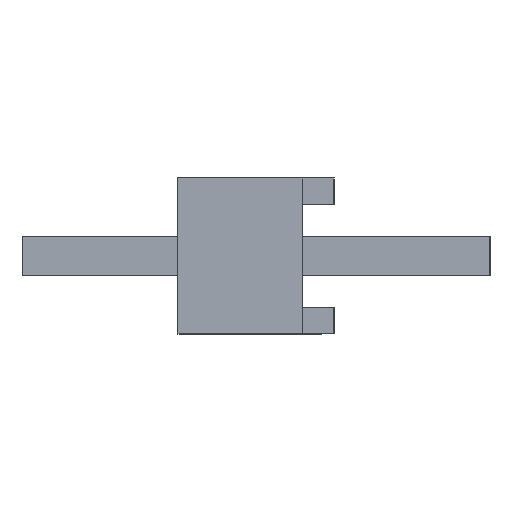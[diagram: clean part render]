
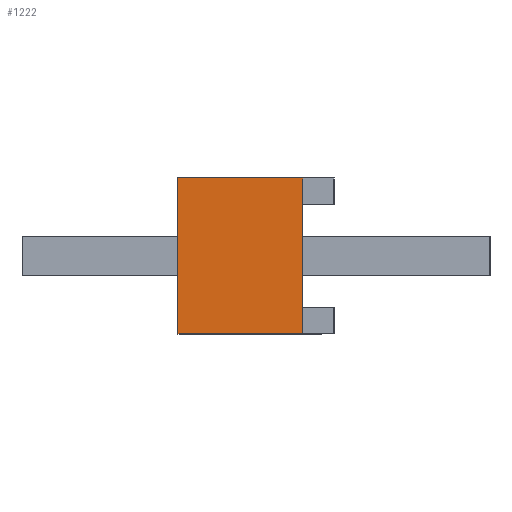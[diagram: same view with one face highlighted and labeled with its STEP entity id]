
A CAD part, left-side view. The second image highlights one B-rep face of the part: STEP entity #1222.
In plain terms, the highlighted planar face has unit normal (-1, 0, 0).
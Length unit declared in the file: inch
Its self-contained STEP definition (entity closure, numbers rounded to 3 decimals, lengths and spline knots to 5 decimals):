
#1222 = ADVANCED_FACE( '', ( #2529 ), #2530, .F. );
#2529 = FACE_OUTER_BOUND( '', #3897, .T. );
#2530 = PLANE( '', #3898 );
#3897 = EDGE_LOOP( '', ( #7466, #7467, #7468, #7469 ) );
#3898 = AXIS2_PLACEMENT_3D( '', #7470, #7471, #7472 );
#7466 = ORIENTED_EDGE( '', *, *, #9538, .F. );
#7467 = ORIENTED_EDGE( '', *, *, #8938, .F. );
#7468 = ORIENTED_EDGE( '', *, *, #9187, .F. );
#7469 = ORIENTED_EDGE( '', *, *, #8239, .T. );
#7470 = CARTESIAN_POINT( '', ( -0.5, 0.1, -0.05 ) );
#7471 = DIRECTION( '', ( 1., 0., 0. ) );
#7472 = DIRECTION( '', ( 0., 0., -1. ) );
#8239 = EDGE_CURVE( '', #9874, #9872, #9875, .T. );
#8938 = EDGE_CURVE( '', #11025, #11027, #11028, .T. );
#9187 = EDGE_CURVE( '', #9874, #11025, #11387, .T. );
#9538 = EDGE_CURVE( '', #11027, #9872, #11820, .T. );
#9872 = VERTEX_POINT( '', #12228 );
#9874 = VERTEX_POINT( '', #12231 );
#9875 = LINE( '', #12232, #12233 );
#11025 = VERTEX_POINT( '', #13951 );
#11027 = VERTEX_POINT( '', #13954 );
#11028 = LINE( '', #13955, #13956 );
#11387 = LINE( '', #14510, #14511 );
#11820 = LINE( '', #15175, #15176 );
#12228 = CARTESIAN_POINT( '', ( -0.5, 0.02, -0.05 ) );
#12231 = CARTESIAN_POINT( '', ( -0.5, 0.1, -0.05 ) );
#12232 = CARTESIAN_POINT( '', ( -0.5, 0.1, -0.05 ) );
#12233 = VECTOR( '', #15515, 39.37008 );
#13951 = CARTESIAN_POINT( '', ( -0.5, 0.1, 0.05 ) );
#13954 = CARTESIAN_POINT( '', ( -0.5, 0.02, 0.05 ) );
#13955 = CARTESIAN_POINT( '', ( -0.5, 0.1, 0.05 ) );
#13956 = VECTOR( '', #16085, 39.37008 );
#14510 = CARTESIAN_POINT( '', ( -0.5, 0.1, -0.05 ) );
#14511 = VECTOR( '', #16281, 39.37008 );
#15175 = CARTESIAN_POINT( '', ( -0.5, 0.02, -0.05 ) );
#15176 = VECTOR( '', #16513, 39.37008 );
#15515 = DIRECTION( '', ( 0., -1., 0. ) );
#16085 = DIRECTION( '', ( 0., -1., 0. ) );
#16281 = DIRECTION( '', ( 0., 0., 1. ) );
#16513 = DIRECTION( '', ( 0., 0., -1. ) );
